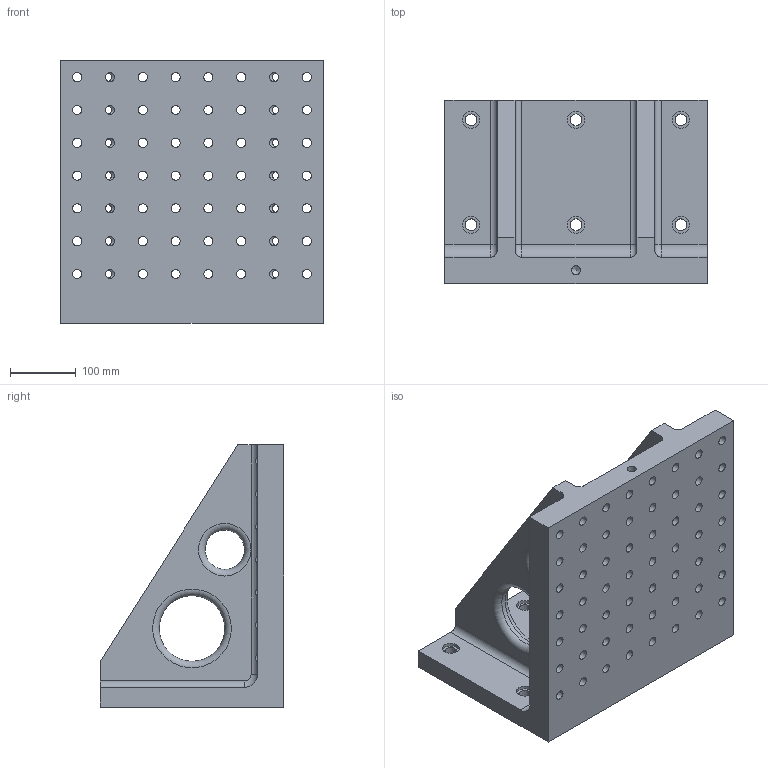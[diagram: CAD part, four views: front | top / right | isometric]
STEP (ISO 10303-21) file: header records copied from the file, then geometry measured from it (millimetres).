
FILE_DESCRIPTION( ( 'Unknown' ), '1' );
FILE_NAME( 'BP21-280400-0400-16.stp', 'Unknown', ( 'S.C.H' ), ( 'Unknown' ), 'XStep 1.0', 'Unknown', ' ' );
FILE_SCHEMA( ( 'CONFIG_CONTROL_DESIGN' ) );
Length unit declared in the file: millimetre
Products named in the file (1): 1
Bounding box: 400 x 280 x 400 mm (x, y, z)
Volume: 11257321.5 mm3; surface area: 854338.1 mm2
Topology: 1 solids, 1 shells, 135 faces, 435 edges, 290 vertices
Faces by surface type: cylinder 84, plane 24, cone 15, torus 12
Full cylindrical faces by diameter (mm): 14 x57, 18 x6, 26 x6, 60 x2, 100 x2
Entity records: 4971 total; most frequent: CARTESIAN_POINT 1470, DIRECTION 737, ORIENTED_EDGE 570, EDGE_LOOP 337, AXIS2_PLACEMENT_3D 330, EDGE_CURVE 285, VERTEX_POINT 223, FACE_OUTER_BOUND 216
